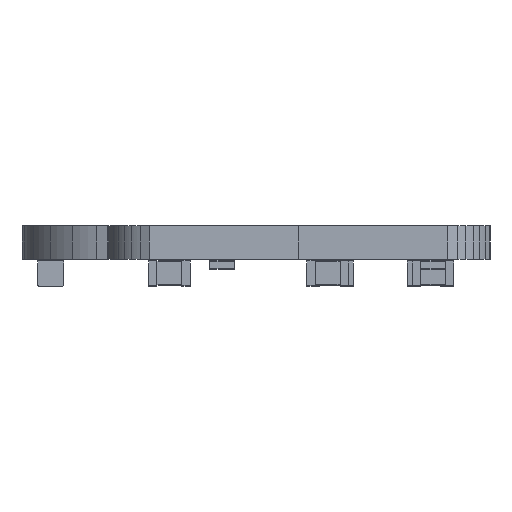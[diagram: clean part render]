
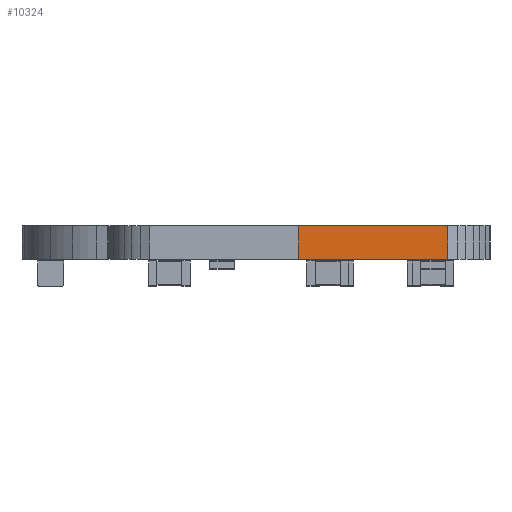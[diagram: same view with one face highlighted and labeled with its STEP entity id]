
A CAD part, left-side view. The second image highlights one B-rep face of the part: STEP entity #10324.
In plain terms, the highlighted planar face has unit normal (-1, 0, 0).
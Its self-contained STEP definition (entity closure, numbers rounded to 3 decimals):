
#4099 = PLANE('',#4100);
#4100 = AXIS2_PLACEMENT_3D('',#4101,#4102,#4103);
#4101 = CARTESIAN_POINT('',(97.676,-91.898,1.6));
#4102 = DIRECTION('',(0.,0.,1.));
#4103 = DIRECTION('',(1.,0.,0.));
#4154 = PLANE('',#4155);
#4155 = AXIS2_PLACEMENT_3D('',#4156,#4157,#4158);
#4156 = CARTESIAN_POINT('',(97.676,-91.898,0.));
#4157 = DIRECTION('',(0.,0.,1.));
#4158 = DIRECTION('',(1.,0.,0.));
#5548 = VERTEX_POINT('',#5549);
#5549 = CARTESIAN_POINT('',(50.585,-92.579,0.));
#5563 = PLANE('',#5564);
#5564 = AXIS2_PLACEMENT_3D('',#5565,#5566,#5567);
#5565 = CARTESIAN_POINT('',(50.585,-85.397,0.));
#5566 = DIRECTION('',(1.,0.,0.));
#5567 = DIRECTION('',(0.,-1.,0.));
#5575 = EDGE_CURVE('',#5548,#5576,#5578,.T.);
#5576 = VERTEX_POINT('',#5577);
#5577 = CARTESIAN_POINT('',(50.585,-99.762,0.));
#5578 = SURFACE_CURVE('',#5579,(#5583,#5590),.PCURVE_S1.);
#5579 = LINE('',#5580,#5581);
#5580 = CARTESIAN_POINT('',(50.585,-92.579,0.));
#5581 = VECTOR('',#5582,1.);
#5582 = DIRECTION('',(0.,-1.,0.));
#5583 = PCURVE('',#4154,#5584);
#5584 = DEFINITIONAL_REPRESENTATION('',(#5585),#5589);
#5585 = LINE('',#5586,#5587);
#5586 = CARTESIAN_POINT('',(-47.091,-0.681));
#5587 = VECTOR('',#5588,1.);
#5588 = DIRECTION('',(0.,-1.));
#5589 = ( GEOMETRIC_REPRESENTATION_CONTEXT(2) 
PARAMETRIC_REPRESENTATION_CONTEXT() REPRESENTATION_CONTEXT('2D SPACE',''
  ) );
#5590 = PCURVE('',#5591,#5596);
#5591 = PLANE('',#5592);
#5592 = AXIS2_PLACEMENT_3D('',#5593,#5594,#5595);
#5593 = CARTESIAN_POINT('',(50.585,-92.579,0.));
#5594 = DIRECTION('',(1.,0.,0.));
#5595 = DIRECTION('',(0.,-1.,0.));
#5596 = DEFINITIONAL_REPRESENTATION('',(#5597),#5601);
#5597 = LINE('',#5598,#5599);
#5598 = CARTESIAN_POINT('',(0.,0.));
#5599 = VECTOR('',#5600,1.);
#5600 = DIRECTION('',(1.,0.));
#5601 = ( GEOMETRIC_REPRESENTATION_CONTEXT(2) 
PARAMETRIC_REPRESENTATION_CONTEXT() REPRESENTATION_CONTEXT('2D SPACE',''
  ) );
#5619 = PLANE('',#5620);
#5620 = AXIS2_PLACEMENT_3D('',#5621,#5622,#5623);
#5621 = CARTESIAN_POINT('',(50.585,-99.762,0.));
#5622 = DIRECTION('',(0.905,0.425,0.));
#5623 = DIRECTION('',(0.425,-0.905,0.));
#8558 = VERTEX_POINT('',#8559);
#8559 = CARTESIAN_POINT('',(50.585,-92.579,1.6));
#8580 = EDGE_CURVE('',#8558,#8581,#8583,.T.);
#8581 = VERTEX_POINT('',#8582);
#8582 = CARTESIAN_POINT('',(50.585,-99.762,1.6));
#8583 = SURFACE_CURVE('',#8584,(#8588,#8595),.PCURVE_S1.);
#8584 = LINE('',#8585,#8586);
#8585 = CARTESIAN_POINT('',(50.585,-92.579,1.6));
#8586 = VECTOR('',#8587,1.);
#8587 = DIRECTION('',(0.,-1.,0.));
#8588 = PCURVE('',#4099,#8589);
#8589 = DEFINITIONAL_REPRESENTATION('',(#8590),#8594);
#8590 = LINE('',#8591,#8592);
#8591 = CARTESIAN_POINT('',(-47.091,-0.681));
#8592 = VECTOR('',#8593,1.);
#8593 = DIRECTION('',(0.,-1.));
#8594 = ( GEOMETRIC_REPRESENTATION_CONTEXT(2) 
PARAMETRIC_REPRESENTATION_CONTEXT() REPRESENTATION_CONTEXT('2D SPACE',''
  ) );
#8595 = PCURVE('',#5591,#8596);
#8596 = DEFINITIONAL_REPRESENTATION('',(#8597),#8601);
#8597 = LINE('',#8598,#8599);
#8598 = CARTESIAN_POINT('',(0.,-1.6));
#8599 = VECTOR('',#8600,1.);
#8600 = DIRECTION('',(1.,0.));
#8601 = ( GEOMETRIC_REPRESENTATION_CONTEXT(2) 
PARAMETRIC_REPRESENTATION_CONTEXT() REPRESENTATION_CONTEXT('2D SPACE',''
  ) );
#10274 = EDGE_CURVE('',#5576,#8581,#10275,.T.);
#10275 = SURFACE_CURVE('',#10276,(#10280,#10287),.PCURVE_S1.);
#10276 = LINE('',#10277,#10278);
#10277 = CARTESIAN_POINT('',(50.585,-99.762,0.));
#10278 = VECTOR('',#10279,1.);
#10279 = DIRECTION('',(0.,0.,1.));
#10280 = PCURVE('',#5619,#10281);
#10281 = DEFINITIONAL_REPRESENTATION('',(#10282),#10286);
#10282 = LINE('',#10283,#10284);
#10283 = CARTESIAN_POINT('',(0.,0.));
#10284 = VECTOR('',#10285,1.);
#10285 = DIRECTION('',(0.,-1.));
#10286 = ( GEOMETRIC_REPRESENTATION_CONTEXT(2) 
PARAMETRIC_REPRESENTATION_CONTEXT() REPRESENTATION_CONTEXT('2D SPACE',''
  ) );
#10287 = PCURVE('',#5591,#10288);
#10288 = DEFINITIONAL_REPRESENTATION('',(#10289),#10293);
#10289 = LINE('',#10290,#10291);
#10290 = CARTESIAN_POINT('',(7.183,0.));
#10291 = VECTOR('',#10292,1.);
#10292 = DIRECTION('',(0.,-1.));
#10293 = ( GEOMETRIC_REPRESENTATION_CONTEXT(2) 
PARAMETRIC_REPRESENTATION_CONTEXT() REPRESENTATION_CONTEXT('2D SPACE',''
  ) );
#10324 = ADVANCED_FACE('',(#10325),#5591,.F.);
#10325 = FACE_BOUND('',#10326,.F.);
#10326 = EDGE_LOOP('',(#10327,#10348,#10349,#10350));
#10327 = ORIENTED_EDGE('',*,*,#10328,.T.);
#10328 = EDGE_CURVE('',#5548,#8558,#10329,.T.);
#10329 = SURFACE_CURVE('',#10330,(#10334,#10341),.PCURVE_S1.);
#10330 = LINE('',#10331,#10332);
#10331 = CARTESIAN_POINT('',(50.585,-92.579,0.));
#10332 = VECTOR('',#10333,1.);
#10333 = DIRECTION('',(0.,0.,1.));
#10334 = PCURVE('',#5591,#10335);
#10335 = DEFINITIONAL_REPRESENTATION('',(#10336),#10340);
#10336 = LINE('',#10337,#10338);
#10337 = CARTESIAN_POINT('',(0.,0.));
#10338 = VECTOR('',#10339,1.);
#10339 = DIRECTION('',(0.,-1.));
#10340 = ( GEOMETRIC_REPRESENTATION_CONTEXT(2) 
PARAMETRIC_REPRESENTATION_CONTEXT() REPRESENTATION_CONTEXT('2D SPACE',''
  ) );
#10341 = PCURVE('',#5563,#10342);
#10342 = DEFINITIONAL_REPRESENTATION('',(#10343),#10347);
#10343 = LINE('',#10344,#10345);
#10344 = CARTESIAN_POINT('',(7.183,0.));
#10345 = VECTOR('',#10346,1.);
#10346 = DIRECTION('',(0.,-1.));
#10347 = ( GEOMETRIC_REPRESENTATION_CONTEXT(2) 
PARAMETRIC_REPRESENTATION_CONTEXT() REPRESENTATION_CONTEXT('2D SPACE',''
  ) );
#10348 = ORIENTED_EDGE('',*,*,#8580,.T.);
#10349 = ORIENTED_EDGE('',*,*,#10274,.F.);
#10350 = ORIENTED_EDGE('',*,*,#5575,.F.);
